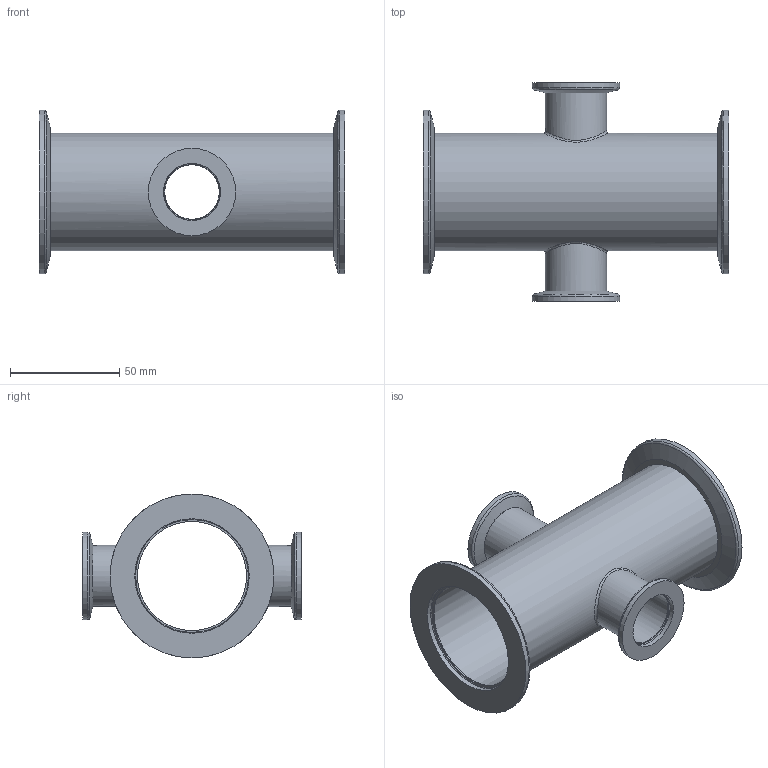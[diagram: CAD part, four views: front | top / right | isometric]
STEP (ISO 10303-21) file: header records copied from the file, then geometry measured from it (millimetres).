
FILE_DESCRIPTION (( 'STEP AP214' ), '1' );
FILE_NAME ('FULLVAC XR41KF5025.STEP', '2019-04-17T12:51:40', ( '' ), ( '' ), 'SwSTEP 2.0', 'SolidWorks 2017', '' );
FILE_SCHEMA (( 'AUTOMOTIVE_DESIGN' ));
Length unit declared in the file: millimetre
Products named in the file (4): 1^FULLVAC XR41KF5025; 2^FULLVAC XR41KF5025; 3^FULLVAC XR41KF5025; FULLVAC XR41KF5025
Assembly tree (5 placements, depth 2):
  FULLVAC XR41KF5025
    1^FULLVAC XR41KF5025
    2^FULLVAC XR41KF5025  x2
    3^FULLVAC XR41KF5025  x2
Bounding box: 140 x 100 x 75 mm (x, y, z)
Volume: 69612 mm3; surface area: 67522.1 mm2
Topology: 5 solids, 5 shells, 58 faces, 113 edges, 74 vertices
Faces by surface type: cylinder 22, plane 20, bspline 12, cone 4
Full cylindrical faces by diameter (mm): 25 x4, 26.2 x2, 28 x2, 28.1 x2, 40 x2, 50 x3, 52.4 x2, 54 x1, 54.1 x2, 75 x2
Entity records: 4204 total; most frequent: CARTESIAN_POINT 3052, DIRECTION 128, ORIENTED_EDGE 76, EDGE_LOOP 76, AXIS2_PLACEMENT_3D 64, FACE_OUTER_BOUND 58, UNCERTAINTY_MEASURE_WITH_UNIT 46, FILL_AREA_STYLE_COLOUR 42
